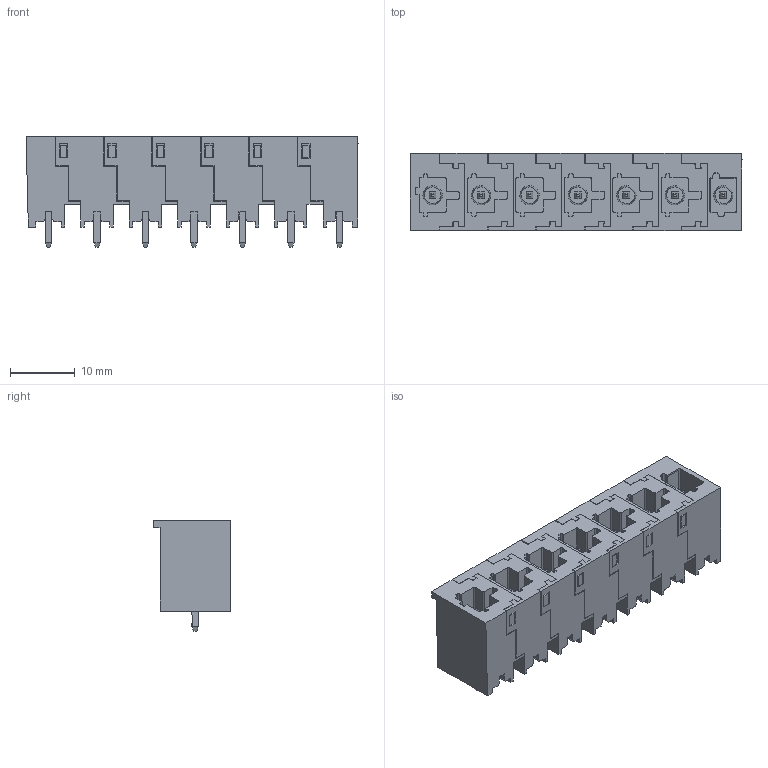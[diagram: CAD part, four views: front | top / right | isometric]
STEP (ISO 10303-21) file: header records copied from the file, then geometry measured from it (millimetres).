
FILE_DESCRIPTION(('CATIA V5 STEP Exchange','CAx-IF Rec.Pracs.--- Model Styling and Organization---1.4--- 2014-01-23'),'2;1');
FILE_NAME ('1361550-2_1_8000078319_8000078319.stp','2022-02-01T11:02:13+00:00',('none'),('Weidmueller'),'CATIA Version 5-6 Release 2016 SP3 HF44','CATIA V5 STEP AP214','none');
FILE_SCHEMA(('AUTOMOTIVE_DESIGN { 1 0 10303 214 1 1 1 1 }'));
Length unit declared in the file: millimetre
Products named in the file (1): 8000078319
Bounding box: 51.4 x 11.9 x 17.15 mm (x, y, z)
Volume: 5350.9 mm3; surface area: 8361.9 mm2
Topology: 14 solids, 14 shells, 859 faces, 2403 edges, 1585 vertices
Faces by surface type: plane 742, extrusion 72, cylinder 31, cone 14
Entity records: 29262 total; most frequent: CARTESIAN_POINT 6692, ORIENTED_EDGE 4806, DIRECTION 3871, EDGE_CURVE 2403, VECTOR 2241, LINE 2169, VERTEX_POINT 1585, EDGE_LOOP 910
